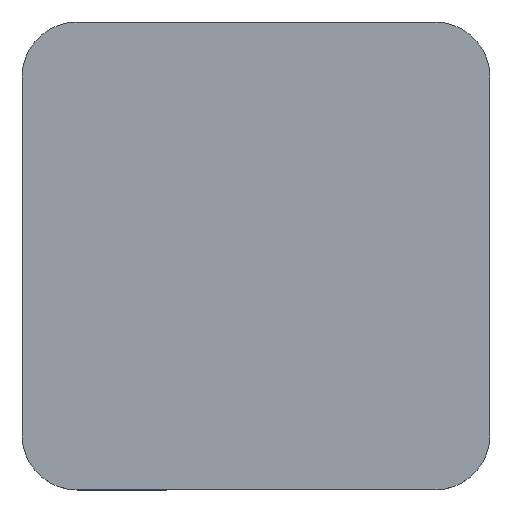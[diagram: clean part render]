
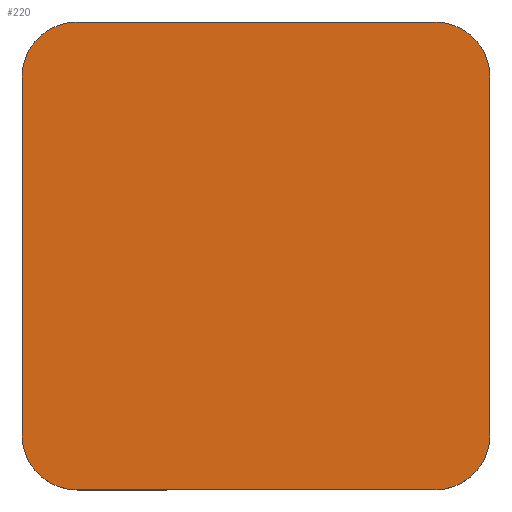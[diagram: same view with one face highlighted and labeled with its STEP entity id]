
A CAD part, top view. The second image highlights one B-rep face of the part: STEP entity #220.
In plain terms, the highlighted planar face has unit normal (0, 0, 1).
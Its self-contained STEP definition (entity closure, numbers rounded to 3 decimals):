
#5 = CARTESIAN_POINT ( 'NONE',  ( 0., 0., 1.5 ) ) ;
#11 = DIRECTION ( 'NONE',  ( 1., 0., 0. ) ) ;
#38 = DIRECTION ( 'NONE',  ( 0., 0., 1. ) ) ;
#46 = DIRECTION ( 'NONE',  ( 0., 0., 1. ) ) ;
#61 = CARTESIAN_POINT ( 'NONE',  ( -8.5, 6.5, 1.5 ) ) ;
#129 = ORIENTED_EDGE ( 'NONE', *, *, #855, .T. ) ;
#136 = CARTESIAN_POINT ( 'NONE',  ( -8.5, -8.5, 1.5 ) ) ;
#141 = CARTESIAN_POINT ( 'NONE',  ( -6.5, -6.5, 1.5 ) ) ;
#161 = CIRCLE ( 'NONE', #967, 2. ) ;
#169 = LINE ( 'NONE', #136, #371 ) ;
#171 = CARTESIAN_POINT ( 'NONE',  ( -8.5, -6.5, 1.5 ) ) ;
#220 = ADVANCED_FACE ( 'NONE', ( #874 ), #555, .T. ) ;
#237 = DIRECTION ( 'NONE',  ( 1., 0., 0. ) ) ;
#252 = CIRCLE ( 'NONE', #816, 2. ) ;
#264 = CARTESIAN_POINT ( 'NONE',  ( 6.5, -6.5, 1.5 ) ) ;
#266 = ORIENTED_EDGE ( 'NONE', *, *, #408, .T. ) ;
#282 = VECTOR ( 'NONE', #700, 1000. ) ;
#299 = VERTEX_POINT ( 'NONE', #662 ) ;
#302 = AXIS2_PLACEMENT_3D ( 'NONE', #892, #655, #428 ) ;
#317 = VERTEX_POINT ( 'NONE', #1193 ) ;
#331 = ORIENTED_EDGE ( 'NONE', *, *, #1319, .T. ) ;
#333 = ORIENTED_EDGE ( 'NONE', *, *, #1203, .T. ) ;
#348 = ORIENTED_EDGE ( 'NONE', *, *, #751, .T. ) ;
#354 = VERTEX_POINT ( 'NONE', #61 ) ;
#363 = EDGE_LOOP ( 'NONE', ( #1226, #348, #129, #1266, #331, #461, #266, #333 ) ) ;
#367 = DIRECTION ( 'NONE',  ( 1., 0., 0. ) ) ;
#371 = VECTOR ( 'NONE', #927, 1000. ) ;
#377 = CARTESIAN_POINT ( 'NONE',  ( 8.5, -8.5, 1.5 ) ) ;
#378 = VERTEX_POINT ( 'NONE', #720 ) ;
#408 = EDGE_CURVE ( 'NONE', #354, #1338, #169, .T. ) ;
#428 = DIRECTION ( 'NONE',  ( 1., 0., 0. ) ) ;
#452 = VERTEX_POINT ( 'NONE', #1047 ) ;
#453 = DIRECTION ( 'NONE',  ( 1., 0., 0. ) ) ;
#461 = ORIENTED_EDGE ( 'NONE', *, *, #814, .T. ) ;
#502 = CARTESIAN_POINT ( 'NONE',  ( 8.5, 8.5, 1.5 ) ) ;
#518 = CIRCLE ( 'NONE', #1019, 2. ) ;
#555 = PLANE ( 'NONE',  #1314 ) ;
#583 = CARTESIAN_POINT ( 'NONE',  ( 8.5, -8.5, 1.5 ) ) ;
#605 = CARTESIAN_POINT ( 'NONE',  ( -6.5, 6.5, 1.5 ) ) ;
#655 = DIRECTION ( 'NONE',  ( 0., 0., 1. ) ) ;
#662 = CARTESIAN_POINT ( 'NONE',  ( 8.5, -6.5, 1.5 ) ) ;
#700 = DIRECTION ( 'NONE',  ( 0., 1., 0. ) ) ;
#720 = CARTESIAN_POINT ( 'NONE',  ( -6.5, -8.5, 1.5 ) ) ;
#751 = EDGE_CURVE ( 'NONE', #452, #299, #161, .T. ) ;
#768 = VECTOR ( 'NONE', #938, 1000. ) ;
#795 = VERTEX_POINT ( 'NONE', #1251 ) ;
#799 = DIRECTION ( 'NONE',  ( 1., 0., 0. ) ) ;
#803 = VERTEX_POINT ( 'NONE', #1337 ) ;
#812 = LINE ( 'NONE', #377, #282 ) ;
#814 = EDGE_CURVE ( 'NONE', #803, #354, #252, .T. ) ;
#816 = AXIS2_PLACEMENT_3D ( 'NONE', #605, #46, #367 ) ;
#855 = EDGE_CURVE ( 'NONE', #299, #795, #812, .T. ) ;
#874 = FACE_OUTER_BOUND ( 'NONE', #363, .T. ) ;
#892 = CARTESIAN_POINT ( 'NONE',  ( 6.5, 6.5, 1.5 ) ) ;
#927 = DIRECTION ( 'NONE',  ( 0., -1., 0. ) ) ;
#938 = DIRECTION ( 'NONE',  ( -1., 0., 0. ) ) ;
#967 = AXIS2_PLACEMENT_3D ( 'NONE', #264, #38, #237 ) ;
#1016 = DIRECTION ( 'NONE',  ( 0., 0., 1. ) ) ;
#1019 = AXIS2_PLACEMENT_3D ( 'NONE', #141, #1016, #799 ) ;
#1047 = CARTESIAN_POINT ( 'NONE',  ( 6.5, -8.5, 1.5 ) ) ;
#1062 = EDGE_CURVE ( 'NONE', #795, #317, #1318, .T. ) ;
#1154 = EDGE_CURVE ( 'NONE', #378, #452, #1218, .T. ) ;
#1193 = CARTESIAN_POINT ( 'NONE',  ( 6.5, 8.5, 1.5 ) ) ;
#1203 = EDGE_CURVE ( 'NONE', #1338, #378, #518, .T. ) ;
#1215 = DIRECTION ( 'NONE',  ( 0., 0., 1. ) ) ;
#1218 = LINE ( 'NONE', #583, #1367 ) ;
#1226 = ORIENTED_EDGE ( 'NONE', *, *, #1154, .T. ) ;
#1251 = CARTESIAN_POINT ( 'NONE',  ( 8.5, 6.5, 1.5 ) ) ;
#1266 = ORIENTED_EDGE ( 'NONE', *, *, #1062, .T. ) ;
#1314 = AXIS2_PLACEMENT_3D ( 'NONE', #5, #1215, #11 ) ;
#1318 = CIRCLE ( 'NONE', #302, 2. ) ;
#1319 = EDGE_CURVE ( 'NONE', #317, #803, #1357, .T. ) ;
#1337 = CARTESIAN_POINT ( 'NONE',  ( -6.5, 8.5, 1.5 ) ) ;
#1338 = VERTEX_POINT ( 'NONE', #171 ) ;
#1357 = LINE ( 'NONE', #502, #768 ) ;
#1367 = VECTOR ( 'NONE', #453, 1000. ) ;
